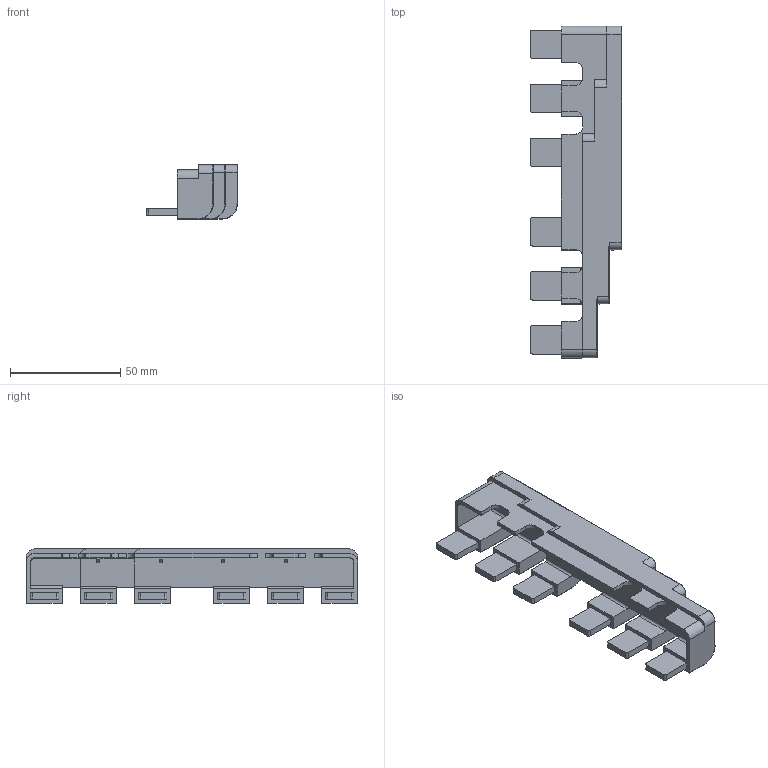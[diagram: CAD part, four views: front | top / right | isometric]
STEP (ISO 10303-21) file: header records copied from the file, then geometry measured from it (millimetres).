
FILE_DESCRIPTION(/* description */ (''),/* implementation_level */ '2;1');
FILE_NAME(/* name */ 'FILE_STP_CAD_DRAWING_BFX3461_Catalog_prt.stp',/* time_stamp */ '2020-11-05T11:16:07+01:00',/* author */ (''),/* organization */ (''),/* preprocessor_version */ 'ST-DEVELOPER v16.7',/* originating_system */ 'SIEMENS PLM Software NX 12.0',/* authorisation */ '');
FILE_SCHEMA (('AUTOMOTIVE_DESIGN { 1 0 10303 214 3 1 1 1 }'));
Length unit declared in the file: millimetre
Products named in the file (1): BFX3461_Catalog
Bounding box: 41.5 x 150.6 x 24.6 mm (x, y, z)
Surface area: 24413.7 mm2 (no closed solid volume)
Topology: 0 solids, 7 shells, 337 faces, 963 edges, 641 vertices
Faces by surface type: plane 186, cylinder 93, extrusion 23, torus 20, bspline 15
Entity records: 11966 total; most frequent: CARTESIAN_POINT 3210, ORIENTED_EDGE 1814, DIRECTION 1721, EDGE_CURVE 959, VERTEX_POINT 641, VECTOR 639, LINE 616, AXIS2_PLACEMENT_3D 541
